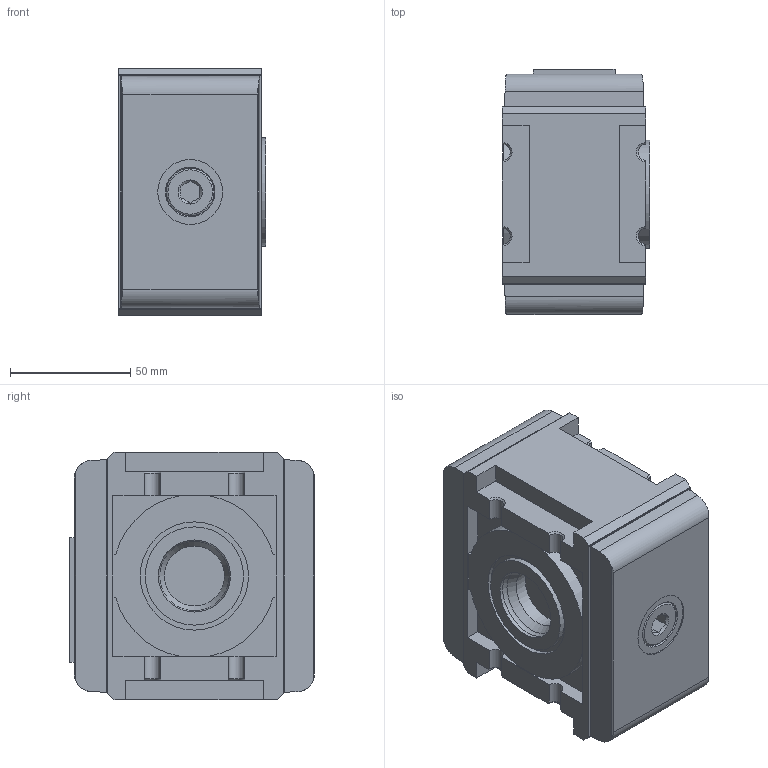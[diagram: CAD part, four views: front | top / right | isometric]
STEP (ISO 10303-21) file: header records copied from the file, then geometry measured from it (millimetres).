
FILE_DESCRIPTION( ( 'STEP AP203' ), '1' );
FILE_NAME( '9.4055.00.300.stp', '2018-12-12T15:22:27', ( '' ), ( '' ), ' ', 'PARTsolutions', ' ' );
FILE_SCHEMA( ( 'CONFIG_CONTROL_DESIGN' ) );
Length unit declared in the file: millimetre
Products named in the file (2): 9.4055.00.300; _Z 55-00001-G
Assembly tree (1 placements, depth 2):
  9.4055.00.300
    _Z 55-00001-G
Bounding box: 61.3 x 102 x 103 mm (x, y, z)
Volume: 539595.8 mm3; surface area: 52475 mm2
Topology: 1 solids, 1 shells, 173 faces, 433 edges, 287 vertices
Faces by surface type: plane 119, cylinder 33, cone 20, torus 1
Full cylindrical faces by diameter (mm): 4.134 x2, 13.6 x1, 25 x2, 27 x2, 30 x1, 36.2 x1, 40.9 x1, 41 x1, 45 x1, 45.1 x1
Entity records: 5277 total; most frequent: CARTESIAN_POINT 1163, DIRECTION 806, ORIENTED_EDGE 802, EDGE_CURVE 401, LINE 294, VECTOR 294, VERTEX_POINT 281, AXIS2_PLACEMENT_3D 256
